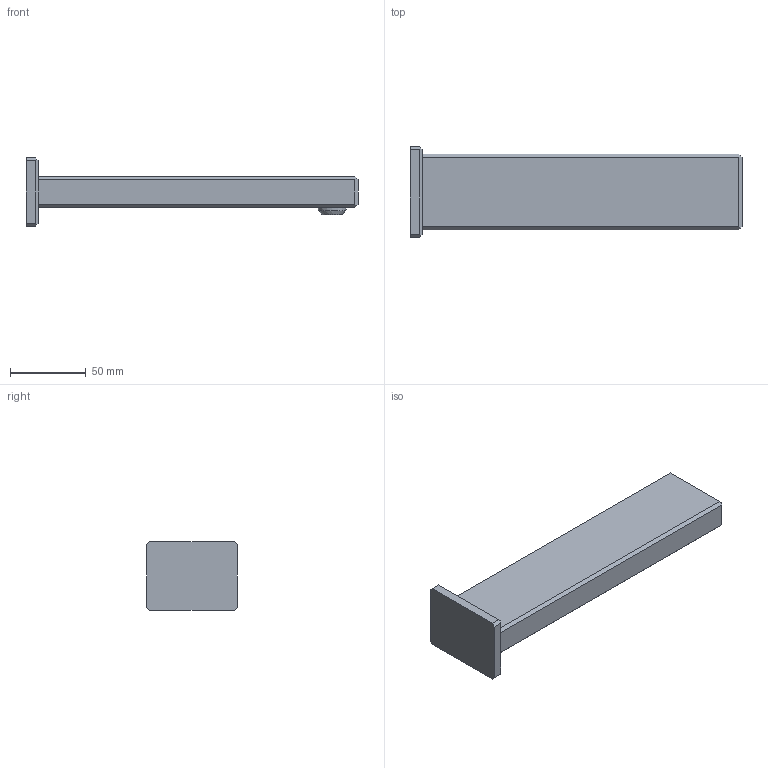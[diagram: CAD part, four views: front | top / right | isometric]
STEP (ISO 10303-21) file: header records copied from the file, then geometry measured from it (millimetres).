
FILE_DESCRIPTION(/* description */ (''),/* implementation_level */ '2;1');
FILE_NAME(/* name */ 'TVW126005000.step',/* time_stamp */ '2023-01-23T15:03:55+01:00',/* author */ (''),/* organization */ (''),/* preprocessor_version */ 'ST-DEVELOPER v19.2',/* originating_system */ 'Autodesk Translation Framework v11.17.0.187',/* authorisation */ '');
FILE_SCHEMA (('AUTOMOTIVE_DESIGN { 1 0 10303 214 3 1 1 }'));
Length unit declared in the file: millimetre
Products named in the file (3): (Nicht gespeichert); 20210324A; 20210324B
Assembly tree (2 placements, depth 2):
  (Nicht gespeichert)
    20210324A
    20210324B
Bounding box: 219 x 60 x 45 mm (x, y, z)
Volume: 231114 mm3; surface area: 39175.1 mm2
Topology: 3 solids, 3 shells, 41 faces, 92 edges, 61 vertices
Faces by surface type: plane 34, cylinder 3, bspline 3, cone 1
Full cylindrical faces by diameter (mm): 23 x1, 25 x1
Entity records: 1316 total; most frequent: CARTESIAN_POINT 306, DIRECTION 189, ORIENTED_EDGE 184, EDGE_CURVE 92, LINE 77, VECTOR 77, VERTEX_POINT 61, AXIS2_PLACEMENT_3D 56
